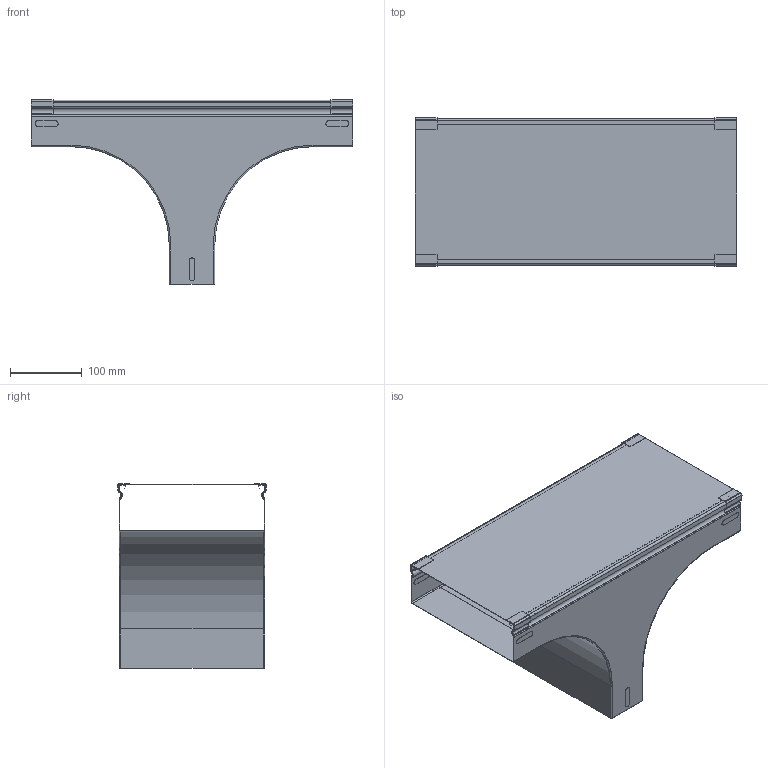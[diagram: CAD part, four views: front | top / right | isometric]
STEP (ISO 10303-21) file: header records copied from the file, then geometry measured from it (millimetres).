
FILE_DESCRIPTION(/* description */ (''),/* implementation_level */ '2;1');
FILE_NAME(/* name */ '480144.stp',/* time_stamp */ '2025-12-05T09:39:13+01:00',/* author */ ('mael.lecharpentier'),/* organization */ (''),/* preprocessor_version */ 'ST-DEVELOPER v20',/* originating_system */ 'AutoCAD Mechanical',/* authorisation */ '');
FILE_SCHEMA (('AUTOMOTIVE_DESIGN { 1 0 10303 214 3 1 1 }'));
Length unit declared in the file: millimetre
Products named in the file (1): Product
Bounding box: 446.6 x 206.4 x 257.19 mm (x, y, z)
Volume: 220952.5 mm3; surface area: 691542.6 mm2
Topology: 6 solids, 18 shells, 155 faces, 428 edges, 296 vertices
Faces by surface type: plane 83, cylinder 64, torus 8
Entity records: 5038 total; most frequent: DIRECTION 900, CARTESIAN_POINT 880, ORIENTED_EDGE 808, EDGE_CURVE 428, AXIS2_PLACEMENT_3D 316, VERTEX_POINT 296, LINE 268, VECTOR 268
